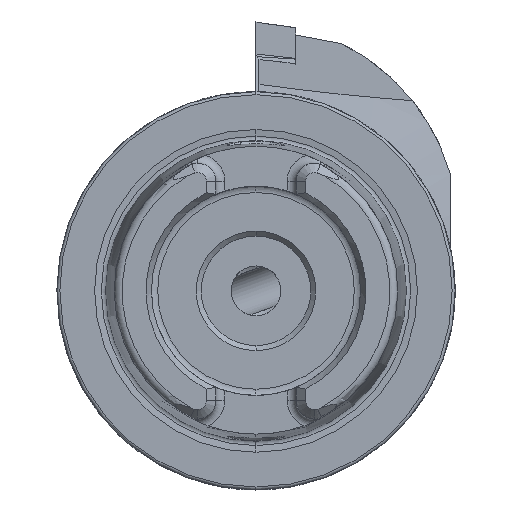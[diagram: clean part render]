
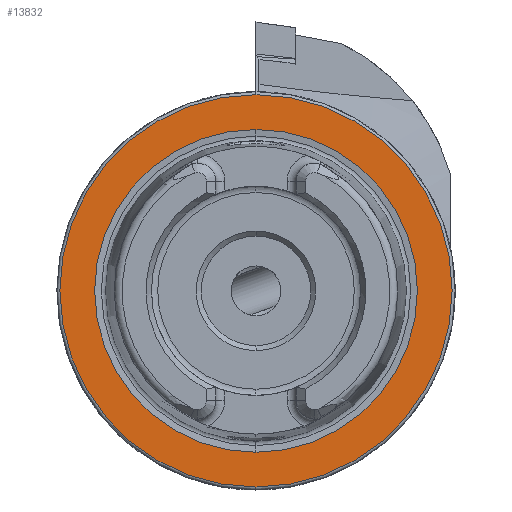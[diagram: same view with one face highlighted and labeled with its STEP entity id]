
A CAD part, left-side view. The second image highlights one B-rep face of the part: STEP entity #13832.
In plain terms, the highlighted planar face has unit normal (-1, 0, 0).
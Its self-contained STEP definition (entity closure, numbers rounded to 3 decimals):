
#374 = DIRECTION ( 'NONE',  ( -1., 0., 0. ) ) ;
#1069 = EDGE_LOOP ( 'NONE', ( #16880, #20263 ) ) ;
#2352 = CARTESIAN_POINT ( 'NONE',  ( 0., 0., 0. ) ) ;
#2505 = AXIS2_PLACEMENT_3D ( 'NONE', #2352, #374, #6467 ) ;
#2888 = CARTESIAN_POINT ( 'NONE',  ( 0., 19.7, 0. ) ) ;
#3634 = EDGE_CURVE ( 'NONE', #3854, #17443, #23645, .T. ) ;
#3854 = VERTEX_POINT ( 'NONE', #11640 ) ;
#4529 = CARTESIAN_POINT ( 'NONE',  ( 0., 0., 0. ) ) ;
#5494 = EDGE_CURVE ( 'NONE', #7309, #5965, #8405, .T. ) ;
#5965 = VERTEX_POINT ( 'NONE', #17761 ) ;
#6441 = AXIS2_PLACEMENT_3D ( 'NONE', #10370, #12195, #8408 ) ;
#6467 = DIRECTION ( 'NONE',  ( 0., 0., 1. ) ) ;
#7309 = VERTEX_POINT ( 'NONE', #26653 ) ;
#8405 = CIRCLE ( 'NONE', #24726, 19.7 ) ;
#8408 = DIRECTION ( 'NONE',  ( 0., 0., 1. ) ) ;
#9257 = FACE_OUTER_BOUND ( 'NONE', #12097, .T. ) ;
#10370 = CARTESIAN_POINT ( 'NONE',  ( 0., 0., 0. ) ) ;
#10760 = DIRECTION ( 'NONE',  ( -1., 0., 0. ) ) ;
#10837 = DIRECTION ( 'NONE',  ( 1., 0., 0. ) ) ;
#11640 = CARTESIAN_POINT ( 'NONE',  ( 0., 0., -16.207 ) ) ;
#12081 = DIRECTION ( 'NONE',  ( 0., 0., 1. ) ) ;
#12097 = EDGE_LOOP ( 'NONE', ( #26237, #22646 ) ) ;
#12195 = DIRECTION ( 'NONE',  ( -1., 0., 0. ) ) ;
#12258 = CARTESIAN_POINT ( 'NONE',  ( 0., 0., 0. ) ) ;
#13010 = DIRECTION ( 'NONE',  ( 0., 0., -1. ) ) ;
#13832 = ADVANCED_FACE ( 'NONE', ( #21188, #9257 ), #23394, .F. ) ;
#14245 = EDGE_CURVE ( 'NONE', #17443, #3854, #22173, .T. ) ;
#14814 = EDGE_CURVE ( 'NONE', #5965, #7309, #19888, .T. ) ;
#16880 = ORIENTED_EDGE ( 'NONE', *, *, #14245, .F. ) ;
#17318 = AXIS2_PLACEMENT_3D ( 'NONE', #12258, #22234, #12081 ) ;
#17443 = VERTEX_POINT ( 'NONE', #24708 ) ;
#17761 = CARTESIAN_POINT ( 'NONE',  ( 0., 0., 19.7 ) ) ;
#19888 = CIRCLE ( 'NONE', #17318, 19.7 ) ;
#20263 = ORIENTED_EDGE ( 'NONE', *, *, #3634, .F. ) ;
#20912 = DIRECTION ( 'NONE',  ( 0., 0., 1. ) ) ;
#21188 = FACE_BOUND ( 'NONE', #1069, .T. ) ;
#22173 = CIRCLE ( 'NONE', #6441, 16.207 ) ;
#22234 = DIRECTION ( 'NONE',  ( -1., 0., 0. ) ) ;
#22646 = ORIENTED_EDGE ( 'NONE', *, *, #5494, .T. ) ;
#23394 = PLANE ( 'NONE',  #25376 ) ;
#23645 = CIRCLE ( 'NONE', #2505, 16.207 ) ;
#24708 = CARTESIAN_POINT ( 'NONE',  ( 0., 0., 16.207 ) ) ;
#24726 = AXIS2_PLACEMENT_3D ( 'NONE', #4529, #10760, #20912 ) ;
#25376 = AXIS2_PLACEMENT_3D ( 'NONE', #2888, #10837, #13010 ) ;
#26237 = ORIENTED_EDGE ( 'NONE', *, *, #14814, .T. ) ;
#26653 = CARTESIAN_POINT ( 'NONE',  ( 0., 0., -19.7 ) ) ;
